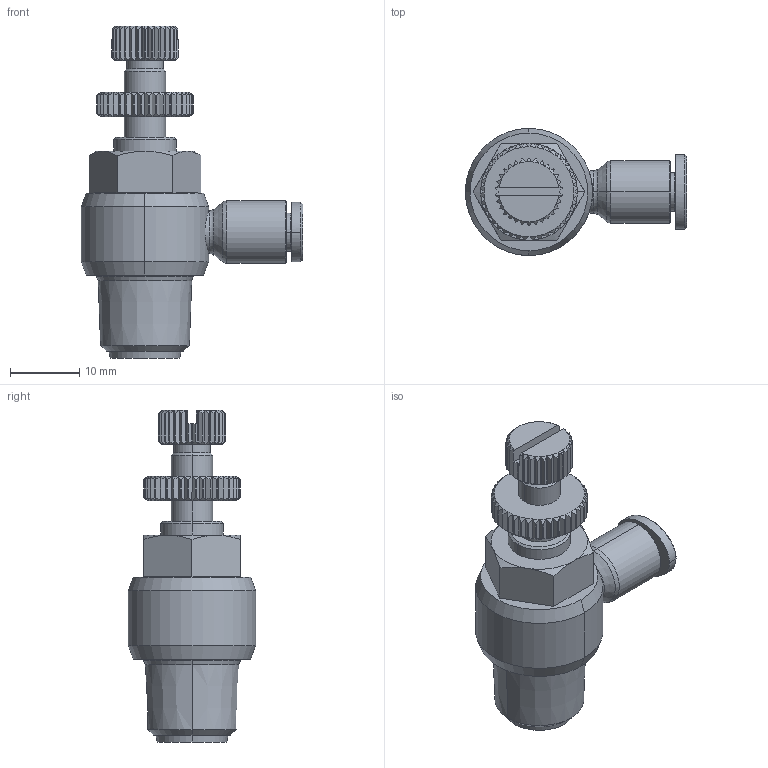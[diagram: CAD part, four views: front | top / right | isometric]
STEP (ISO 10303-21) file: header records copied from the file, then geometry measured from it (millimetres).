
FILE_DESCRIPTION (( 'STEP AP214' ), '1' );
FILE_NAME ('NSE04-02IN.STEP', '2015-10-26T15:47:52', ( '' ), ( '' ), 'SwSTEP 2.0', 'SolidWorks 2015', '' );
FILE_SCHEMA (( 'AUTOMOTIVE_DESIGN' ));
Length unit declared in the file: millimetre
Products named in the file (2): ｦ+ﾃｦ1; NSE04-02IN
Assembly tree (1 placements, depth 2):
  NSE04-02IN
    ｦ+ﾃｦ1
Bounding box: 32 x 18.4 x 48 mm (x, y, z)
Volume: 7401.5 mm3; surface area: 3716.4 mm2
Topology: 1 solids, 1 shells, 779 faces, 2054 edges, 1305 vertices
Faces by surface type: plane 492, cylinder 137, cone 116, bspline 32, torus 2
Entity records: 26329 total; most frequent: CARTESIAN_POINT 7297, ORIENTED_EDGE 4108, DIRECTION 3447, EDGE_CURVE 2054, VERTEX_POINT 1305, VECTOR 1285, LINE 1285, AXIS2_PLACEMENT_3D 1081
